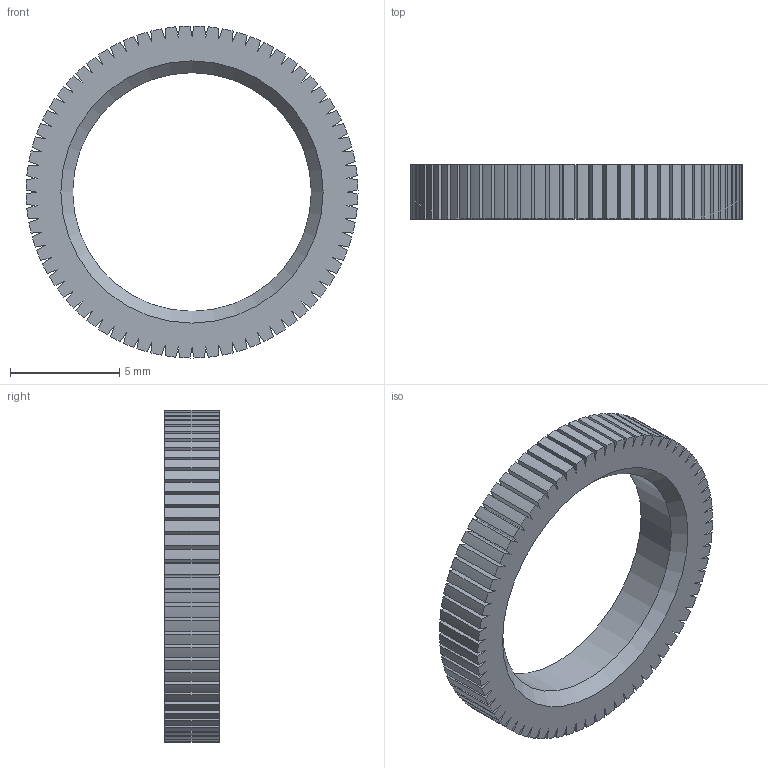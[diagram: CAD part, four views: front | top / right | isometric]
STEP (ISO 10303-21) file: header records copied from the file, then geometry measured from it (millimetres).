
FILE_DESCRIPTION(/* description */ ('AT504M-Knurled Face Nut'),/* implementation_level */ '2;1');
FILE_NAME(/* name */ 'AT504M.ipt.step',/* time_stamp */ '2014-01-01T17:23:59-08:00',/* author */ ('Cadenas PARTsolutions'),/* organization */ ('NKKSWITCHES'),/* preprocessor_version */ 'ST-DEVELOPER v15.2',/* originating_system */ 'Autodesk Inventor 2014',/* authorisation */ '');
FILE_SCHEMA (('CONFIG_CONTROL_DESIGN','AUTOMOTIVE_DESIGN { 1 0 10303 214 3 1 1 }'));
Length unit declared in the file: inch
Products named in the file (1): AT504M
Bounding box: 15.19 x 2.49 x 15.19 mm (x, y, z)
Volume: 205.5 mm3; surface area: 507.9 mm2
Topology: 1 solids, 1 shells, 220 faces, 653 edges, 435 vertices
Faces by surface type: plane 146, cylinder 73, cone 1
Full cylindrical faces by diameter (mm): 10.917 x1
Entity records: 7373 total; most frequent: CARTESIAN_POINT 1307, ORIENTED_EDGE 1302, DIRECTION 1240, EDGE_CURVE 651, LINE 504, VECTOR 504, VERTEX_POINT 435, AXIS2_PLACEMENT_3D 368
